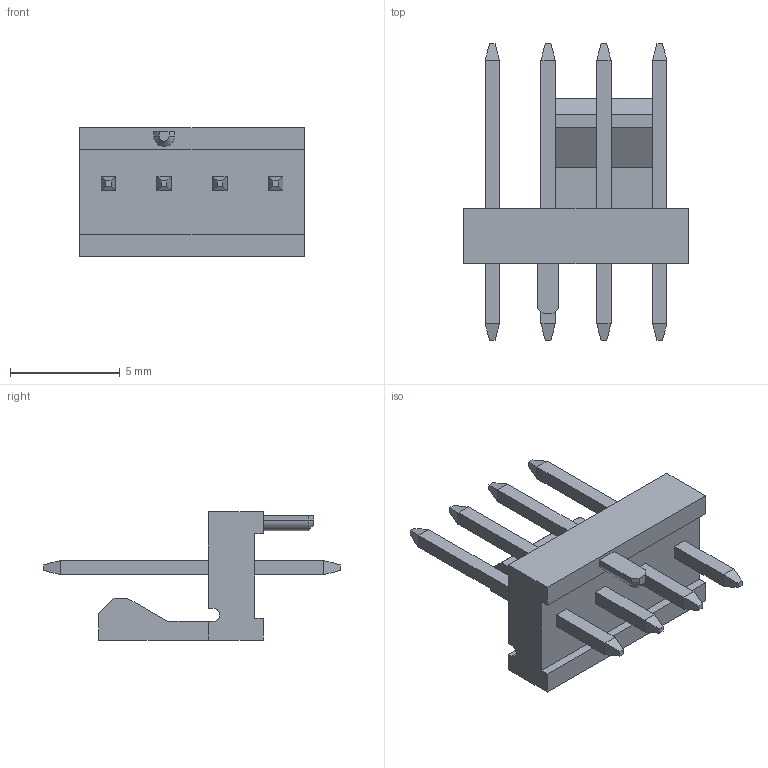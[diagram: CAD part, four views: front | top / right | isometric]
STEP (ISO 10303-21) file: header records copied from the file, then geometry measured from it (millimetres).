
FILE_DESCRIPTION(/* description */ ('STEP AP214'),/* implementation_level */ '2;1');
FILE_NAME(/* name */ '614bcfeb33750f450f3ff2bd',/* time_stamp */ '2021-09-23T00:53:00+00:00',/* author */ (''),/* organization */ (''),/* preprocessor_version */ 'ST-DEVELOPER v18.1',/* originating_system */ ' ',/* authorisation */ ' ');
FILE_SCHEMA (('AUTOMOTIVE_DESIGN {1 0 10303 214 3 1 1}'));
Length unit declared in the file: metre
Products named in the file (11): 470531000
Bounding box: 10.2 x 13.5 x 5.84 mm (x, y, z)
Volume: 182.2 mm3; surface area: 397.2 mm2
Topology: 1 solids, 1 shells, 101 faces, 246 edges, 166 vertices
Faces by surface type: plane 98, cylinder 2, cone 1
Entity records: 3630 total; most frequent: CARTESIAN_POINT 504, DIRECTION 485, ORIENTED_EDGE 472, EDGE_CURVE 236, LINE 231, VECTOR 231, VERTEX_POINT 146, AXIS2_PLACEMENT_3D 127
